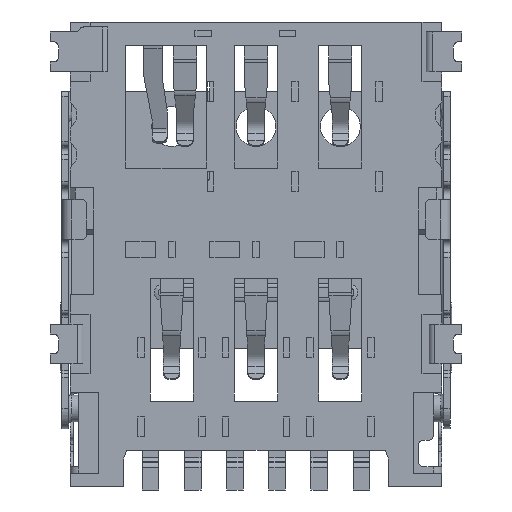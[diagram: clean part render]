
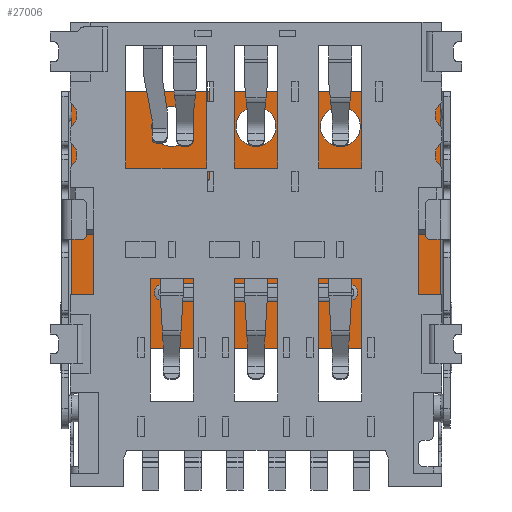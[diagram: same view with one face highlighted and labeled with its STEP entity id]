
A CAD part, front view. The second image highlights one B-rep face of the part: STEP entity #27006.
In plain terms, the highlighted planar face has unit normal (0, -1, 0).
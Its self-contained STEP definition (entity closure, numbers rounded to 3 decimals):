
#1095=PLANE('',#28541);
#3087=LINE('',#39828,#5451);
#3230=LINE('',#41106,#5594);
#3255=LINE('',#41285,#5619);
#3268=LINE('',#41361,#5632);
#3349=LINE('',#42442,#5713);
#3397=LINE('',#43178,#5761);
#3404=LINE('',#43283,#5768);
#3440=LINE('',#43640,#5804);
#3453=LINE('',#43791,#5817);
#3464=LINE('',#44049,#5828);
#3465=LINE('',#44055,#5829);
#3466=LINE('',#44056,#5830);
#5451=VECTOR('',#32874,1000.);
#5594=VECTOR('',#33145,1000.);
#5619=VECTOR('',#33204,1000.);
#5632=VECTOR('',#33231,1000.);
#5713=VECTOR('',#33488,1000.);
#5761=VECTOR('',#33642,1000.);
#5768=VECTOR('',#33655,1000.);
#5804=VECTOR('',#33773,1000.);
#5817=VECTOR('',#33824,1000.);
#5828=VECTOR('',#33881,1000.);
#5829=VECTOR('',#33888,1000.);
#5830=VECTOR('',#33889,1000.);
#11549=ORIENTED_EDGE('',*,*,#14752,.T.);
#11550=ORIENTED_EDGE('',*,*,#14470,.T.);
#11551=ORIENTED_EDGE('',*,*,#14176,.T.);
#11552=ORIENTED_EDGE('',*,*,#14807,.T.);
#11553=ORIENTED_EDGE('',*,*,#14808,.F.);
#11554=ORIENTED_EDGE('',*,*,#14809,.T.);
#11555=ORIENTED_EDGE('',*,*,#14598,.F.);
#11556=ORIENTED_EDGE('',*,*,#14114,.F.);
#11557=ORIENTED_EDGE('',*,*,#14402,.F.);
#11558=ORIENTED_EDGE('',*,*,#14512,.F.);
#11559=ORIENTED_EDGE('',*,*,#14810,.F.);
#11560=ORIENTED_EDGE('',*,*,#14449,.F.);
#11561=ORIENTED_EDGE('',*,*,#14404,.F.);
#11562=ORIENTED_EDGE('',*,*,#14432,.F.);
#11563=ORIENTED_EDGE('',*,*,#14811,.F.);
#11564=ORIENTED_EDGE('',*,*,#14684,.F.);
#11565=ORIENTED_EDGE('',*,*,#14731,.F.);
#11566=ORIENTED_EDGE('',*,*,#14782,.F.);
#11567=ORIENTED_EDGE('',*,*,#14812,.T.);
#11568=ORIENTED_EDGE('',*,*,#14692,.F.);
#11569=ORIENTED_EDGE('',*,*,#14397,.T.);
#11570=ORIENTED_EDGE('',*,*,#14813,.F.);
#11571=ORIENTED_EDGE('',*,*,#14719,.F.);
#14114=EDGE_CURVE('',#16321,#16318,#17084,.T.);
#14176=EDGE_CURVE('',#16380,#16381,#3087,.T.);
#14397=EDGE_CURVE('',#16564,#16567,#3230,.T.);
#14402=EDGE_CURVE('',#16572,#16572,#17134,.T.);
#14404=EDGE_CURVE('',#16573,#16574,#17135,.T.);
#14432=EDGE_CURVE('',#16597,#16573,#3255,.T.);
#14449=EDGE_CURVE('',#16574,#16607,#3268,.T.);
#14470=EDGE_CURVE('',#16624,#16380,#17144,.T.);
#14512=EDGE_CURVE('',#16654,#16654,#17159,.T.);
#14598=EDGE_CURVE('',#16318,#16705,#3349,.T.);
#14684=EDGE_CURVE('',#16751,#16752,#3397,.T.);
#14692=EDGE_CURVE('',#16564,#16754,#3404,.T.);
#14719=EDGE_CURVE('',#16607,#16765,#17217,.T.);
#14731=EDGE_CURVE('',#16773,#16751,#17222,.T.);
#14752=EDGE_CURVE('',#16777,#16624,#3440,.T.);
#14782=EDGE_CURVE('',#16790,#16773,#3453,.T.);
#14807=EDGE_CURVE('',#16381,#16777,#17249,.T.);
#14808=EDGE_CURVE('',#16796,#16321,#3464,.T.);
#14809=EDGE_CURVE('',#16796,#16705,#17250,.T.);
#14810=EDGE_CURVE('',#16797,#16797,#17251,.T.);
#14811=EDGE_CURVE('',#16752,#16597,#17252,.T.);
#14812=EDGE_CURVE('',#16790,#16754,#3465,.T.);
#14813=EDGE_CURVE('',#16765,#16567,#3466,.T.);
#16318=VERTEX_POINT('',#39391);
#16321=VERTEX_POINT('',#39396);
#16380=VERTEX_POINT('',#39829);
#16381=VERTEX_POINT('',#39830);
#16564=VERTEX_POINT('',#41100);
#16567=VERTEX_POINT('',#41105);
#16572=VERTEX_POINT('',#41118);
#16573=VERTEX_POINT('',#41121);
#16574=VERTEX_POINT('',#41123);
#16597=VERTEX_POINT('',#41286);
#16607=VERTEX_POINT('',#41362);
#16624=VERTEX_POINT('',#41621);
#16654=VERTEX_POINT('',#41733);
#16705=VERTEX_POINT('',#42441);
#16751=VERTEX_POINT('',#43179);
#16752=VERTEX_POINT('',#43180);
#16754=VERTEX_POINT('',#43284);
#16765=VERTEX_POINT('',#43399);
#16773=VERTEX_POINT('',#43437);
#16777=VERTEX_POINT('',#43641);
#16790=VERTEX_POINT('',#43790);
#16796=VERTEX_POINT('',#44050);
#16797=VERTEX_POINT('',#44053);
#17084=CIRCLE('',#28208,0.85);
#17134=CIRCLE('',#28296,0.6);
#17135=CIRCLE('',#28298,0.5);
#17144=CIRCLE('',#28321,0.259);
#17159=CIRCLE('',#28348,0.6);
#17217=CIRCLE('',#28482,0.5);
#17222=CIRCLE('',#28490,0.5);
#17249=CIRCLE('',#28542,0.259);
#17250=CIRCLE('',#28543,0.85);
#17251=CIRCLE('',#28544,0.6);
#17252=CIRCLE('',#28545,0.5);
#18444=EDGE_LOOP('',(#11549,#11550,#11551,#11552));
#18445=EDGE_LOOP('',(#11553,#11554,#11555,#11556));
#18446=EDGE_LOOP('',(#11557));
#18447=EDGE_LOOP('',(#11558));
#18448=EDGE_LOOP('',(#11559));
#18449=EDGE_LOOP('',(#11560,#11561,#11562,#11563,#11564,#11565,#11566,#11567,
#11568,#11569,#11570,#11571));
#19694=FACE_BOUND('',#18444,.T.);
#19695=FACE_BOUND('',#18445,.T.);
#19696=FACE_BOUND('',#18446,.T.);
#19697=FACE_BOUND('',#18447,.T.);
#19698=FACE_BOUND('',#18448,.T.);
#19699=FACE_BOUND('',#18449,.T.);
#27006=ADVANCED_FACE('',(#19694,#19695,#19696,#19697,#19698,#19699),#1095,
 .F.);
#28208=AXIS2_PLACEMENT_3D('',#39397,#32793,#32794);
#28296=AXIS2_PLACEMENT_3D('',#41117,#33156,#33157);
#28298=AXIS2_PLACEMENT_3D('',#41122,#33161,#33162);
#28321=AXIS2_PLACEMENT_3D('',#41620,#33252,#33253);
#28348=AXIS2_PLACEMENT_3D('',#41732,#33331,#33332);
#28482=AXIS2_PLACEMENT_3D('',#43398,#33714,#33715);
#28490=AXIS2_PLACEMENT_3D('',#43438,#33737,#33738);
#28541=AXIS2_PLACEMENT_3D('',#44047,#33877,#33878);
#28542=AXIS2_PLACEMENT_3D('',#44048,#33879,#33880);
#28543=AXIS2_PLACEMENT_3D('',#44051,#33882,#33883);
#28544=AXIS2_PLACEMENT_3D('',#44052,#33884,#33885);
#28545=AXIS2_PLACEMENT_3D('',#44054,#33886,#33887);
#32793=DIRECTION('',(0.,-1.,0.));
#32794=DIRECTION('',(0.,0.,1.));
#32874=DIRECTION('',(-1.,0.,0.));
#33145=DIRECTION('',(0.,0.,-1.));
#33156=DIRECTION('',(0.,-1.,0.));
#33157=DIRECTION('',(-1.,0.,0.));
#33161=DIRECTION('',(0.,1.,0.));
#33162=DIRECTION('',(0.,0.,1.));
#33204=DIRECTION('',(-1.,0.,0.));
#33231=DIRECTION('',(-0.8,0.,0.6));
#33252=DIRECTION('',(0.,1.,0.));
#33253=DIRECTION('',(0.,0.,-1.));
#33331=DIRECTION('',(0.,-1.,0.));
#33332=DIRECTION('',(-1.,0.,0.));
#33488=DIRECTION('',(-1.,0.,0.));
#33642=DIRECTION('',(-0.8,0.,-0.6));
#33655=DIRECTION('',(1.,0.,0.));
#33714=DIRECTION('',(0.,-1.,0.));
#33715=DIRECTION('',(0.,0.,-1.));
#33737=DIRECTION('',(0.,-1.,0.));
#33738=DIRECTION('',(0.,0.,-1.));
#33773=DIRECTION('',(1.,0.,0.));
#33824=DIRECTION('',(-1.,0.,0.));
#33877=DIRECTION('',(0.,1.,0.));
#33878=DIRECTION('',(1.,0.,0.));
#33879=DIRECTION('',(0.,1.,0.));
#33880=DIRECTION('',(0.,0.,-1.));
#33881=DIRECTION('',(1.,0.,0.));
#33882=DIRECTION('',(0.,1.,0.));
#33883=DIRECTION('',(0.,0.,1.));
#33884=DIRECTION('',(0.,-1.,0.));
#33885=DIRECTION('',(-1.,0.,0.));
#33886=DIRECTION('',(0.,1.,0.));
#33887=DIRECTION('',(0.,0.,1.));
#33888=DIRECTION('',(0.,0.,1.));
#33889=DIRECTION('',(-1.,0.,0.));
#39391=CARTESIAN_POINT('',(2.5,1.25,-4.9));
#39396=CARTESIAN_POINT('',(2.5,1.25,-6.6));
#39397=CARTESIAN_POINT('',(2.5,1.25,-5.75));
#39828=CARTESIAN_POINT('',(0.,1.25,-8.409));
#39829=CARTESIAN_POINT('',(2.8,1.25,-8.409));
#39830=CARTESIAN_POINT('',(-2.8,1.25,-8.409));
#41100=CARTESIAN_POINT('',(-5.55,1.25,-2.1));
#41105=CARTESIAN_POINT('',(-5.55,1.25,-9.25));
#41106=CARTESIAN_POINT('',(-5.55,1.25,-5.975));
#41117=CARTESIAN_POINT('',(2.54,1.25,-3.15));
#41118=CARTESIAN_POINT('',(1.94,1.25,-3.15));
#41121=CARTESIAN_POINT('',(-3.083,1.25,-9.85));
#41122=CARTESIAN_POINT('',(-3.083,1.25,-9.35));
#41123=CARTESIAN_POINT('',(-3.383,1.25,-9.75));
#41285=CARTESIAN_POINT('',(0.,1.25,-9.85));
#41286=CARTESIAN_POINT('',(3.083,1.25,-9.85));
#41361=CARTESIAN_POINT('',(-3.65,1.25,-9.55));
#41362=CARTESIAN_POINT('',(-3.917,1.25,-9.35));
#41620=CARTESIAN_POINT('',(2.8,1.25,-8.15));
#41621=CARTESIAN_POINT('',(2.8,1.25,-7.891));
#41732=CARTESIAN_POINT('',(0.,1.25,-3.15));
#41733=CARTESIAN_POINT('',(-0.6,1.25,-3.15));
#42441=CARTESIAN_POINT('',(-2.5,1.25,-4.9));
#42442=CARTESIAN_POINT('',(0.,1.25,-4.9));
#43178=CARTESIAN_POINT('',(3.65,1.25,-9.55));
#43179=CARTESIAN_POINT('',(3.917,1.25,-9.35));
#43180=CARTESIAN_POINT('',(3.383,1.25,-9.75));
#43283=CARTESIAN_POINT('',(0.,1.25,-2.1));
#43284=CARTESIAN_POINT('',(5.55,1.25,-2.1));
#43398=CARTESIAN_POINT('',(-4.217,1.25,-9.75));
#43399=CARTESIAN_POINT('',(-4.217,1.25,-9.25));
#43437=CARTESIAN_POINT('',(4.217,1.25,-9.25));
#43438=CARTESIAN_POINT('',(4.217,1.25,-9.75));
#43640=CARTESIAN_POINT('',(0.,1.25,-7.891));
#43641=CARTESIAN_POINT('',(-2.8,1.25,-7.891));
#43790=CARTESIAN_POINT('',(5.55,1.25,-9.25));
#43791=CARTESIAN_POINT('',(-5.883,1.25,-9.25));
#44047=CARTESIAN_POINT('',(5.772,1.25,-10.005));
#44048=CARTESIAN_POINT('',(-2.8,1.25,-8.15));
#44049=CARTESIAN_POINT('',(0.,1.25,-6.6));
#44050=CARTESIAN_POINT('',(-2.5,1.25,-6.6));
#44051=CARTESIAN_POINT('',(-2.5,1.25,-5.75));
#44052=CARTESIAN_POINT('',(-2.54,1.25,-3.15));
#44053=CARTESIAN_POINT('',(-3.14,1.25,-3.15));
#44054=CARTESIAN_POINT('',(3.083,1.25,-9.35));
#44055=CARTESIAN_POINT('',(5.55,1.25,-5.975));
#44056=CARTESIAN_POINT('',(-5.033,1.25,-9.25));
